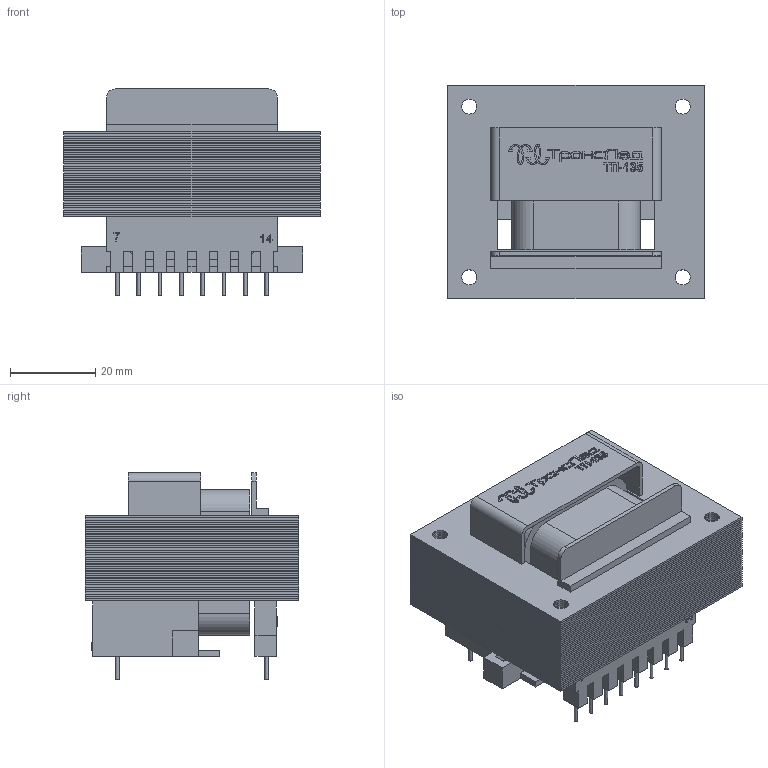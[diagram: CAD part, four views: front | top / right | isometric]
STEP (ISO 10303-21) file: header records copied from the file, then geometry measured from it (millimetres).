
FILE_DESCRIPTION(/* description */ (''),/* implementation_level */ '2;1');
FILE_NAME(/* name */ 'TP-135.step',/* time_stamp */ '2022-10-27T01:55:49+03:00',/* author */ (''),/* organization */ (''),/* preprocessor_version */ 'ST-DEVELOPER v19.2',/* originating_system */ 'Autodesk Translation Framework v11.17.0.187',/* authorisation */ '');
FILE_SCHEMA (('AUTOMOTIVE_DESIGN { 1 0 10303 214 3 1 1 }'));
Length unit declared in the file: millimetre
Products named in the file (1): TP-135
Bounding box: 60 x 50 x 48.7 mm (x, y, z)
Volume: 73079.6 mm3; surface area: 171138.7 mm2
Topology: 82 solids, 82 shells, 1238 faces, 3199 edges, 2132 vertices
Faces by surface type: plane 801, bspline 245, cylinder 192
Full cylindrical faces by diameter (mm): 0.8 x28, 3.5 x148
Entity records: 39412 total; most frequent: CARTESIAN_POINT 10047, ORIENTED_EDGE 6398, DIRECTION 5101, EDGE_CURVE 3199, LINE 2325, VECTOR 2325, VERTEX_POINT 2132, EDGE_LOOP 1647
